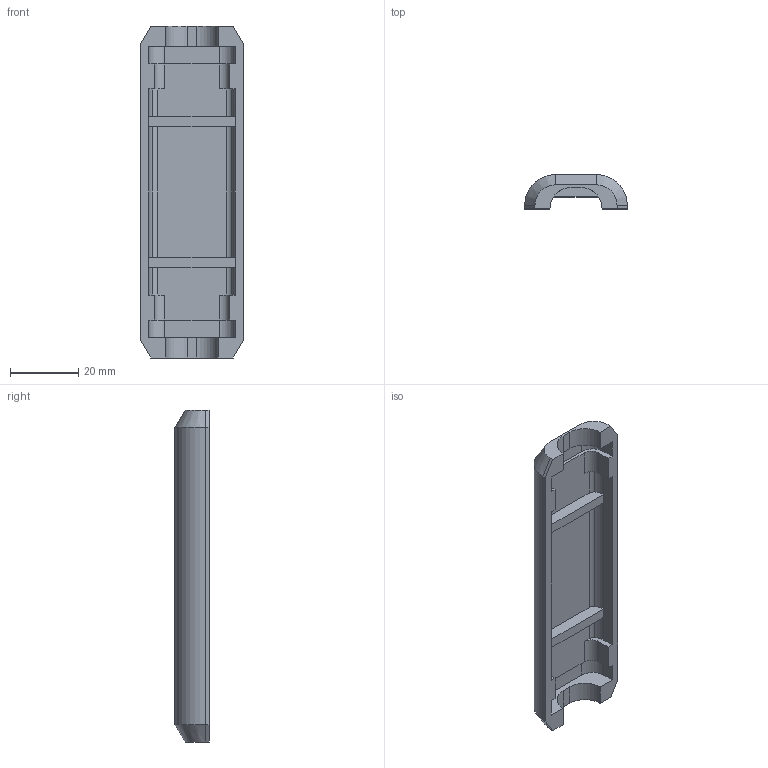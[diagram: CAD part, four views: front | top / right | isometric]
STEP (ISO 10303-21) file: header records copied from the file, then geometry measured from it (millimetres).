
FILE_DESCRIPTION(/* description */ (''),/* implementation_level */ '2;1');
FILE_NAME(/* name */ 'bl49sp_gehäuse.stp',/* time_stamp */ '2019-09-07T15:02:19+02:00',/* author */ ('N4 Printing'),/* organization */ (''),/* preprocessor_version */ 'ST-DEVELOPER v15.6',/* originating_system */ 'Autodesk Inventor 2015',/* authorisation */ '');
FILE_SCHEMA (('CONFIG_CONTROL_DESIGN'));
Length unit declared in the file: millimetre
Products named in the file (1): bl49sp_gehäuse
Bounding box: 30 x 10 x 97 mm (x, y, z)
Volume: 10146.2 mm3; surface area: 8876.5 mm2
Topology: 1 solids, 1 shells, 74 faces, 208 edges, 136 vertices
Faces by surface type: plane 48, cylinder 22, cone 4
Entity records: 2408 total; most frequent: CARTESIAN_POINT 419, ORIENTED_EDGE 416, DIRECTION 414, EDGE_CURVE 208, LINE 152, VECTOR 152, VERTEX_POINT 136, AXIS2_PLACEMENT_3D 131
